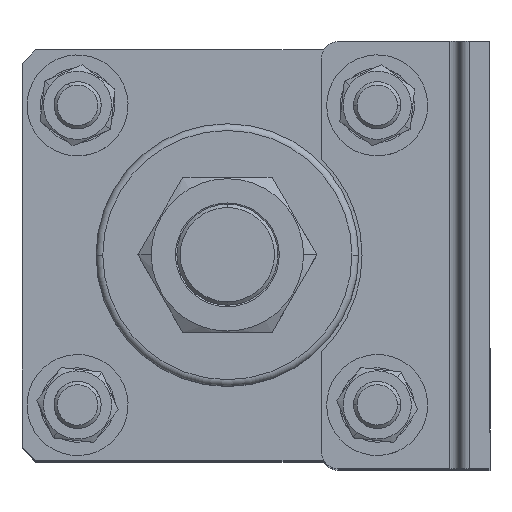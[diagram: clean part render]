
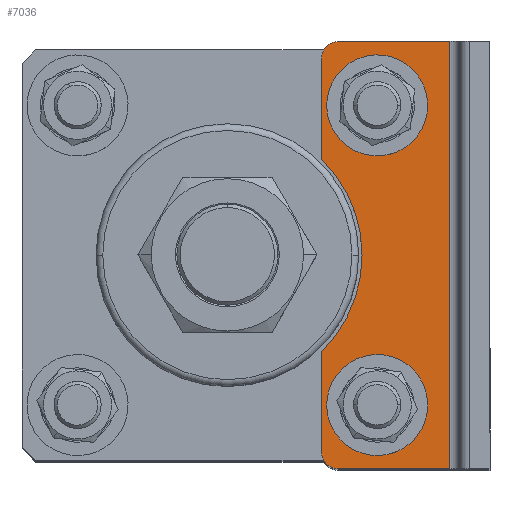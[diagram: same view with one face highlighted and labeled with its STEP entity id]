
A CAD part, top view. The second image highlights one B-rep face of the part: STEP entity #7036.
In plain terms, the highlighted face is planar.
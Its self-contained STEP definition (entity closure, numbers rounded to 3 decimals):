
#13 = AXIS2_PLACEMENT_3D ( 'NONE', #2564, #2565, #2566 ) ;
#38 = AXIS2_PLACEMENT_3D ( 'NONE', #3181, #3182, #3183 ) ;
#297 = EDGE_CURVE ( 'NONE', #717, #618, #8215, .T. ) ;
#330 = EDGE_CURVE ( 'NONE', #720, #719, #7667, .T. ) ;
#332 = EDGE_CURVE ( 'NONE', #719, #8492, #7660, .T. ) ;
#336 = EDGE_CURVE ( 'NONE', #627, #8492, #7652, .T. ) ;
#344 = EDGE_CURVE ( 'NONE', #627, #8493, #7647, .T. ) ;
#370 = EDGE_CURVE ( 'NONE', #613, #8491, #7605, .T. ) ;
#386 = EDGE_CURVE ( 'NONE', #618, #717, #7581, .T. ) ;
#390 = EDGE_CURVE ( 'NONE', #8491, #619, #7577, .T. ) ;
#409 = EDGE_CURVE ( 'NONE', #613, #720, #7550, .T. ) ;
#448 = EDGE_CURVE ( 'NONE', #619, #8493, #7498, .T. ) ;
#481 = EDGE_CURVE ( 'NONE', #609, #718, #7465, .T. ) ;
#605 = EDGE_LOOP ( 'NONE', ( #8620, #5413, #1199, #8606, #8621, #8622, #8616, #8613 ) ) ;
#609 = VERTEX_POINT ( 'NONE', #2988 ) ;
#613 = VERTEX_POINT ( 'NONE', #2990 ) ;
#618 = VERTEX_POINT ( 'NONE', #2994 ) ;
#619 = VERTEX_POINT ( 'NONE', #2995 ) ;
#627 = VERTEX_POINT ( 'NONE', #2997 ) ;
#717 = VERTEX_POINT ( 'NONE', #2998 ) ;
#718 = VERTEX_POINT ( 'NONE', #2999 ) ;
#719 = VERTEX_POINT ( 'NONE', #3000 ) ;
#720 = VERTEX_POINT ( 'NONE', #3001 ) ;
#808 = EDGE_LOOP ( 'NONE', ( #8633, #8640 ) ) ;
#810 = EDGE_LOOP ( 'NONE', ( #1370, #8639 ) ) ;
#1199 = ORIENTED_EDGE ( 'NONE', *, *, #409, .T. ) ;
#1370 = ORIENTED_EDGE ( 'NONE', *, *, #481, .F. ) ;
#1767 = AXIS2_PLACEMENT_3D ( 'NONE', #2783, #2784, #2785 ) ;
#1778 = AXIS2_PLACEMENT_3D ( 'NONE', #2726, #2727, #2728 ) ;
#1779 = AXIS2_PLACEMENT_3D ( 'NONE', #2703, #2704, #2705 ) ;
#1813 = AXIS2_PLACEMENT_3D ( 'NONE', #2841, #2842, #2843 ) ;
#2002 = AXIS2_PLACEMENT_3D ( 'NONE', #5125, #5122, #5129 ) ;
#2028 = AXIS2_PLACEMENT_3D ( 'NONE', #5253, #5254, #5255 ) ;
#2564 = CARTESIAN_POINT ( 'NONE',  ( -58.5, 45., -9. ) ) ;
#2565 = DIRECTION ( 'NONE',  ( 0., 0., -1. ) ) ;
#2566 = DIRECTION ( 'NONE',  ( 0., 1., 0. ) ) ;
#2660 = CARTESIAN_POINT ( 'NONE',  ( 63.5, 50., -9. ) ) ;
#2662 = DIRECTION ( 'NONE',  ( -1., 0., 0. ) ) ;
#2703 = CARTESIAN_POINT ( 'NONE',  ( -44.5, 33.5, -9. ) ) ;
#2704 = DIRECTION ( 'NONE',  ( 0., 0., -1. ) ) ;
#2705 = DIRECTION ( 'NONE',  ( 0., 1., 0. ) ) ;
#2726 = CARTESIAN_POINT ( 'NONE',  ( 0., 78., -9. ) ) ;
#2727 = DIRECTION ( 'NONE',  ( 0., 0., -1. ) ) ;
#2728 = DIRECTION ( 'NONE',  ( 0., 1., 0. ) ) ;
#2783 = CARTESIAN_POINT ( 'NONE',  ( 58.5, 45., -9. ) ) ;
#2784 = DIRECTION ( 'NONE',  ( 0., 0., -1. ) ) ;
#2785 = DIRECTION ( 'NONE',  ( 0., 1., 0. ) ) ;
#2841 = CARTESIAN_POINT ( 'NONE',  ( 44.5, 33.5, -9. ) ) ;
#2842 = DIRECTION ( 'NONE',  ( 0., 0., -1. ) ) ;
#2843 = DIRECTION ( 'NONE',  ( 0., 1., 0. ) ) ;
#2988 = CARTESIAN_POINT ( 'NONE',  ( 52., 33.5, -9. ) ) ;
#2990 = CARTESIAN_POINT ( 'NONE',  ( 58.5, 50., -9. ) ) ;
#2994 = CARTESIAN_POINT ( 'NONE',  ( -52., 33.5, -9. ) ) ;
#2995 = CARTESIAN_POINT ( 'NONE',  ( -28.566, 50., -9. ) ) ;
#2997 = CARTESIAN_POINT ( 'NONE',  ( -63.5, 45., -9. ) ) ;
#2998 = CARTESIAN_POINT ( 'NONE',  ( -37., 33.5, -9. ) ) ;
#2999 = CARTESIAN_POINT ( 'NONE',  ( 37., 33.5, -9. ) ) ;
#3000 = CARTESIAN_POINT ( 'NONE',  ( 63.5, 12., -9. ) ) ;
#3001 = CARTESIAN_POINT ( 'NONE',  ( 63.5, 45., -9. ) ) ;
#3181 = CARTESIAN_POINT ( 'NONE',  ( -44.5, 33.5, -9. ) ) ;
#3182 = DIRECTION ( 'NONE',  ( 0., 0., -1. ) ) ;
#3183 = DIRECTION ( 'NONE',  ( 0., 1., 0. ) ) ;
#3256 = DIRECTION ( 'NONE',  ( 0., -1., 0. ) ) ;
#3260 = CARTESIAN_POINT ( 'NONE',  ( 63.5, 50., -9. ) ) ;
#3264 = DIRECTION ( 'NONE',  ( 0., -1., 0. ) ) ;
#3266 = CARTESIAN_POINT ( 'NONE',  ( -63.5, 12., -9. ) ) ;
#3267 = DIRECTION ( 'NONE',  ( -1., 0., 0. ) ) ;
#3269 = CARTESIAN_POINT ( 'NONE',  ( -63.5, 50., -9. ) ) ;
#3667 = CARTESIAN_POINT ( 'NONE',  ( 63.5, 50., -9. ) ) ;
#3668 = DIRECTION ( 'NONE',  ( -1., 0., 0. ) ) ;
#4068 = CARTESIAN_POINT ( 'NONE',  ( 28.566, 50., -9. ) ) ;
#4079 = CARTESIAN_POINT ( 'NONE',  ( -63.5, 12., -9. ) ) ;
#4084 = CARTESIAN_POINT ( 'NONE',  ( -58.5, 50., -9. ) ) ;
#4522 = CIRCLE ( 'NONE', #2028, 7.5 ) ;
#4587 = FACE_BOUND ( 'NONE', #810, .T. ) ;
#4590 = FACE_BOUND ( 'NONE', #808, .T. ) ;
#4596 = FACE_OUTER_BOUND ( 'NONE', #605, .T. ) ;
#5122 = DIRECTION ( 'NONE',  ( 0., 0., -1. ) ) ;
#5125 = CARTESIAN_POINT ( 'NONE',  ( 63.5, 50., -9. ) ) ;
#5127 = PLANE ( 'NONE',  #2002 ) ;
#5129 = DIRECTION ( 'NONE',  ( 0., 1., 0. ) ) ;
#5253 = CARTESIAN_POINT ( 'NONE',  ( 44.5, 33.5, -9. ) ) ;
#5254 = DIRECTION ( 'NONE',  ( 0., 0., -1. ) ) ;
#5255 = DIRECTION ( 'NONE',  ( 0., 1., 0. ) ) ;
#5413 = ORIENTED_EDGE ( 'NONE', *, *, #370, .F. ) ;
#7036 = ADVANCED_FACE ( 'NONE', ( #4587, #4590, #4596 ), #5127, .T. ) ;
#7072 = EDGE_CURVE ( 'NONE', #718, #609, #4522, .T. ) ;
#7465 = CIRCLE ( 'NONE', #1813, 7.5 ) ;
#7496 = VECTOR ( 'NONE', #3668, 1000. ) ;
#7498 = LINE ( 'NONE', #3667, #7496 ) ;
#7550 = CIRCLE ( 'NONE', #1767, 5. ) ;
#7577 = CIRCLE ( 'NONE', #1778, 40. ) ;
#7581 = CIRCLE ( 'NONE', #1779, 7.5 ) ;
#7602 = VECTOR ( 'NONE', #2662, 1000. ) ;
#7605 = LINE ( 'NONE', #2660, #7602 ) ;
#7647 = CIRCLE ( 'NONE', #13, 5. ) ;
#7650 = VECTOR ( 'NONE', #3264, 1000. ) ;
#7652 = LINE ( 'NONE', #3269, #7650 ) ;
#7657 = VECTOR ( 'NONE', #3267, 1000. ) ;
#7660 = LINE ( 'NONE', #3266, #7657 ) ;
#7661 = VECTOR ( 'NONE', #3256, 1000. ) ;
#7667 = LINE ( 'NONE', #3260, #7661 ) ;
#8215 = CIRCLE ( 'NONE', #38, 7.5 ) ;
#8491 = VERTEX_POINT ( 'NONE', #4068 ) ;
#8492 = VERTEX_POINT ( 'NONE', #4079 ) ;
#8493 = VERTEX_POINT ( 'NONE', #4084 ) ;
#8606 = ORIENTED_EDGE ( 'NONE', *, *, #330, .T. ) ;
#8613 = ORIENTED_EDGE ( 'NONE', *, *, #448, .F. ) ;
#8616 = ORIENTED_EDGE ( 'NONE', *, *, #344, .T. ) ;
#8620 = ORIENTED_EDGE ( 'NONE', *, *, #390, .F. ) ;
#8621 = ORIENTED_EDGE ( 'NONE', *, *, #332, .T. ) ;
#8622 = ORIENTED_EDGE ( 'NONE', *, *, #336, .F. ) ;
#8633 = ORIENTED_EDGE ( 'NONE', *, *, #297, .F. ) ;
#8639 = ORIENTED_EDGE ( 'NONE', *, *, #7072, .F. ) ;
#8640 = ORIENTED_EDGE ( 'NONE', *, *, #386, .F. ) ;
